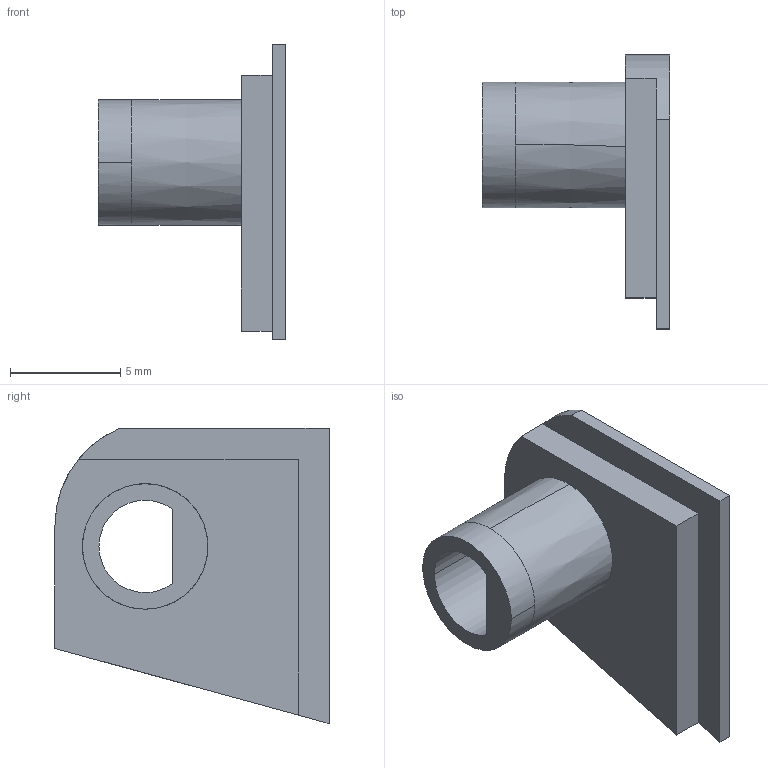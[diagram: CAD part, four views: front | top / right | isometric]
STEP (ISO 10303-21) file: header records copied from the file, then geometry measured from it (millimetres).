
FILE_DESCRIPTION (( 'STEP AP203' ), '1' );
FILE_NAME ('PP - P PivotD5 R.STEP', '2017-08-02T03:26:41', ( '' ), ( '' ), 'SwSTEP 2.0', 'SolidWorks 2016', '' );
FILE_SCHEMA (( 'CONFIG_CONTROL_DESIGN' ));
Length unit declared in the file: millimetre
Products named in the file (1): PP - P PivotD5 R
Bounding box: 8.5 x 12.46 x 13.42 mm (x, y, z)
Volume: 305.8 mm3; surface area: 571.8 mm2
Topology: 1 solids, 1 shells, 18 faces, 75 edges, 60 vertices
Faces by surface type: plane 11, cylinder 5, bspline 2
Entity records: 1123 total; most frequent: CARTESIAN_POINT 416, ORIENTED_EDGE 150, DIRECTION 116, EDGE_CURVE 75, VERTEX_POINT 60, AXIS2_PLACEMENT_3D 44, LINE 28, VECTOR 28
